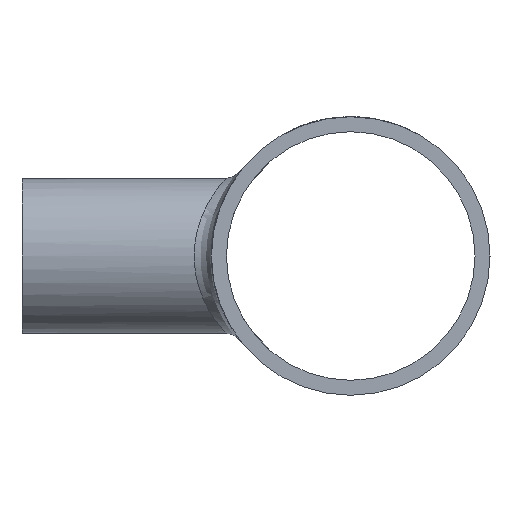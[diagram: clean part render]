
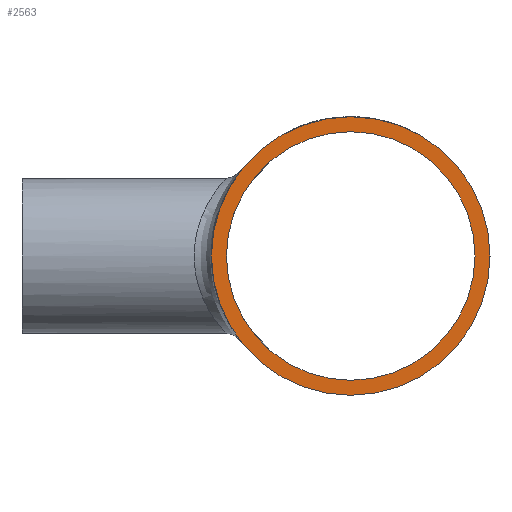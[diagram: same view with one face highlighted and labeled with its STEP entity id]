
A CAD part, left-side view. The second image highlights one B-rep face of the part: STEP entity #2563.
In plain terms, the highlighted planar face has unit normal (-1, 0, 0).
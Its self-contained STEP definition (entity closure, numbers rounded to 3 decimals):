
#204 = DIRECTION ( 'NONE',  ( -1., 0., 0. ) ) ;
#1579 = DIRECTION ( 'NONE',  ( 0., 0., 1. ) ) ;
#2563 = ADVANCED_FACE ( 'NONE', ( #13706, #10103 ), #12790, .T. ) ;
#2970 = AXIS2_PLACEMENT_3D ( 'NONE', #5587, #204, #1579 ) ;
#3119 = VERTEX_POINT ( 'NONE', #3616 ) ;
#3616 = CARTESIAN_POINT ( 'NONE',  ( -57., 0., 24.15 ) ) ;
#3653 = DIRECTION ( 'NONE',  ( -1., 0., 0. ) ) ;
#3976 = AXIS2_PLACEMENT_3D ( 'NONE', #4597, #7287, #14018 ) ;
#4597 = CARTESIAN_POINT ( 'NONE',  ( -57., 0., 0. ) ) ;
#5184 = EDGE_LOOP ( 'NONE', ( #6872 ) ) ;
#5587 = CARTESIAN_POINT ( 'NONE',  ( -57., 0., 0. ) ) ;
#5758 = EDGE_CURVE ( 'NONE', #3119, #3119, #8324, .T. ) ;
#6872 = ORIENTED_EDGE ( 'NONE', *, *, #15394, .F. ) ;
#7287 = DIRECTION ( 'NONE',  ( -1., 0., 0. ) ) ;
#7698 = DIRECTION ( 'NONE',  ( 0., 0., 1. ) ) ;
#7845 = CIRCLE ( 'NONE', #2970, 21.55 ) ;
#8324 = CIRCLE ( 'NONE', #8812, 24.15 ) ;
#8812 = AXIS2_PLACEMENT_3D ( 'NONE', #15968, #3653, #7698 ) ;
#10103 = FACE_OUTER_BOUND ( 'NONE', #15703, .T. ) ;
#10245 = ORIENTED_EDGE ( 'NONE', *, *, #5758, .T. ) ;
#12790 = PLANE ( 'NONE',  #3976 ) ;
#13097 = VERTEX_POINT ( 'NONE', #14877 ) ;
#13706 = FACE_BOUND ( 'NONE', #5184, .T. ) ;
#14018 = DIRECTION ( 'NONE',  ( 0., 0., 1. ) ) ;
#14877 = CARTESIAN_POINT ( 'NONE',  ( -57., 0., 21.55 ) ) ;
#15394 = EDGE_CURVE ( 'NONE', #13097, #13097, #7845, .T. ) ;
#15703 = EDGE_LOOP ( 'NONE', ( #10245 ) ) ;
#15968 = CARTESIAN_POINT ( 'NONE',  ( -57., 0., 0. ) ) ;
